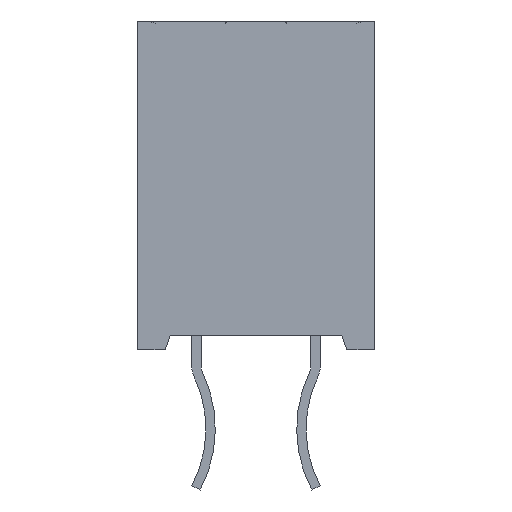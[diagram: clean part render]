
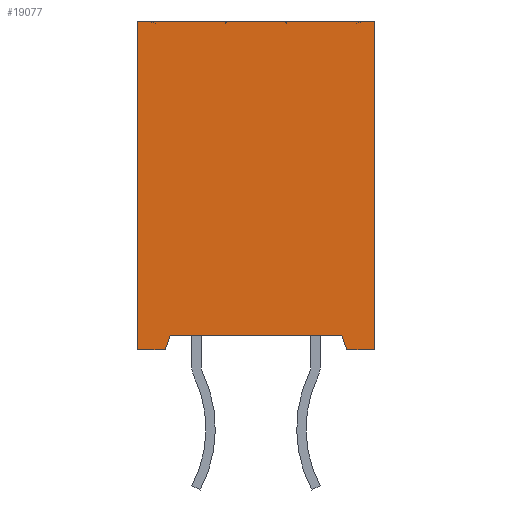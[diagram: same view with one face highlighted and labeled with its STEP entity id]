
A CAD part, left-side view. The second image highlights one B-rep face of the part: STEP entity #19077.
In plain terms, the highlighted planar face has unit normal (-1, 0, 0).
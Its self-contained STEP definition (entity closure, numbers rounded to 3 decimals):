
#6=DIRECTION('',(0.,0.,-1.));
#7=VECTOR('',#6,7.);
#8=CARTESIAN_POINT('',(-25.4,2.53,0.));
#9=LINE('',#8,#7);
#18=DIRECTION('',(0.,1.,0.));
#19=VECTOR('',#18,5.06);
#20=CARTESIAN_POINT('',(-25.4,-2.53,0.));
#21=LINE('',#20,#19);
#1370=DIRECTION('',(0.,-0.342,-0.94));
#1371=VECTOR('',#1370,0.319);
#1372=CARTESIAN_POINT('',(-25.4,-1.83,-6.7));
#1373=LINE('',#1372,#1371);
#1374=DIRECTION('',(0.,-1.,0.));
#1375=VECTOR('',#1374,3.66);
#1376=CARTESIAN_POINT('',(-25.4,1.83,-6.7));
#1377=LINE('',#1376,#1375);
#1378=DIRECTION('',(0.,-0.342,0.94));
#1379=VECTOR('',#1378,0.319);
#1380=CARTESIAN_POINT('',(-25.4,1.939,-7.));
#1381=LINE('',#1380,#1379);
#1382=DIRECTION('',(0.,1.,0.));
#1383=VECTOR('',#1382,0.591);
#1384=CARTESIAN_POINT('',(-25.4,1.939,-7.));
#1385=LINE('',#1384,#1383);
#1386=DIRECTION('',(0.,1.,0.));
#1387=VECTOR('',#1386,0.591);
#1388=CARTESIAN_POINT('',(-25.4,-2.53,-7.));
#1389=LINE('',#1388,#1387);
#1402=DIRECTION('',(0.,0.,-1.));
#1403=VECTOR('',#1402,7.);
#1404=CARTESIAN_POINT('',(-25.4,-2.53,0.));
#1405=LINE('',#1404,#1403);
#13943=CARTESIAN_POINT('',(-25.4,2.53,0.));
#13945=VERTEX_POINT('',#13943);
#13948=CARTESIAN_POINT('',(-25.4,2.53,-7.));
#13949=VERTEX_POINT('',#13948);
#13951=CARTESIAN_POINT('',(-25.4,-2.53,0.));
#13953=VERTEX_POINT('',#13951);
#13956=CARTESIAN_POINT('',(-25.4,-2.53,-7.));
#13957=VERTEX_POINT('',#13956);
#13966=CARTESIAN_POINT('',(-25.4,-1.83,-6.7));
#13967=CARTESIAN_POINT('',(-25.4,-1.939,-7.));
#13968=VERTEX_POINT('',#13966);
#13969=VERTEX_POINT('',#13967);
#13970=CARTESIAN_POINT('',(-25.4,1.83,-6.7));
#13971=VERTEX_POINT('',#13970);
#13972=CARTESIAN_POINT('',(-25.4,1.939,-7.));
#13973=VERTEX_POINT('',#13972);
#19061=CARTESIAN_POINT('',(-25.4,2.53,-7.));
#19062=DIRECTION('',(-1.,0.,0.));
#19063=DIRECTION('',(0.,0.,1.));
#19064=AXIS2_PLACEMENT_3D('',#19061,#19062,#19063);
#19065=PLANE('',#19064);
#19066=ORIENTED_EDGE('',*,*,#18583,.F.);
#19067=ORIENTED_EDGE('',*,*,#18598,.F.);
#19068=ORIENTED_EDGE('',*,*,#19028,.F.);
#19069=ORIENTED_EDGE('',*,*,#19056,.T.);
#19070=ORIENTED_EDGE('',*,*,#18129,.F.);
#19071=ORIENTED_EDGE('',*,*,#18148,.F.);
#19073=ORIENTED_EDGE('',*,*,#19072,.T.);
#19074=ORIENTED_EDGE('',*,*,#19040,.T.);
#19075=EDGE_LOOP('',(#19066,#19067,#19068,#19069,#19070,#19071,#19073,#19074));
#19076=FACE_OUTER_BOUND('',#19075,.F.);
#18129=EDGE_CURVE('',#13945,#13949,#9,.T.);
#18148=EDGE_CURVE('',#13953,#13945,#21,.T.);
#18583=EDGE_CURVE('',#13968,#13969,#1373,.T.);
#18598=EDGE_CURVE('',#13971,#13968,#1377,.T.);
#19028=EDGE_CURVE('',#13973,#13971,#1381,.T.);
#19040=EDGE_CURVE('',#13957,#13969,#1389,.T.);
#19056=EDGE_CURVE('',#13973,#13949,#1385,.T.);
#19072=EDGE_CURVE('',#13953,#13957,#1405,.T.);
#19077=ADVANCED_FACE('',(#19076),#19065,.T.);
